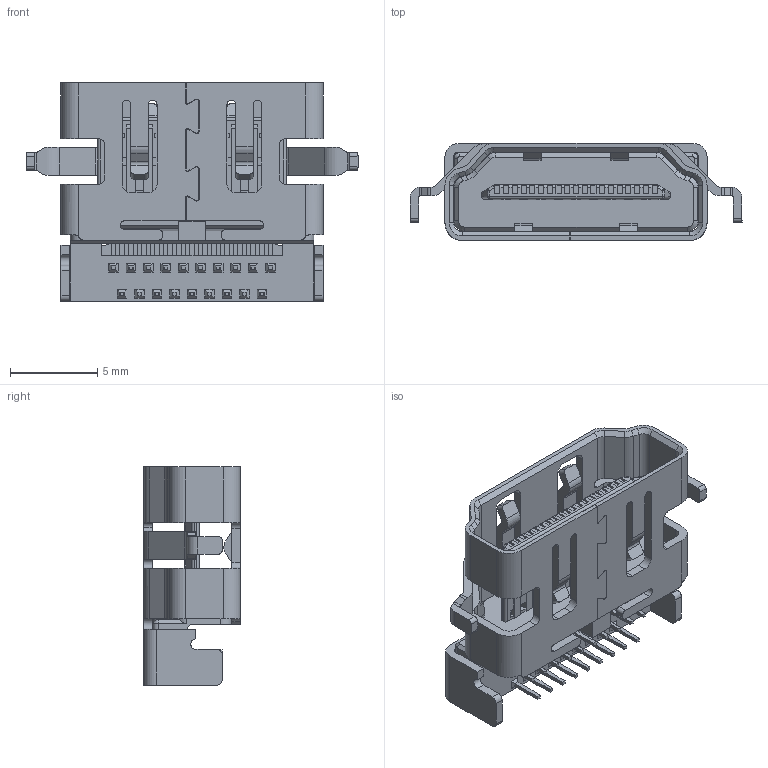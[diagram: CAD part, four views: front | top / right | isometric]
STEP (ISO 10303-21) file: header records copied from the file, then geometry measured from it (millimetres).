
FILE_DESCRIPTION (( 'STEP AP214' ), '1' );
FILE_NAME ('Same_Sky_HD07-19-RVS-MSMT-TR.step', '2025-01-29T16:23:37', ( '' ), ( '' ), 'SwSTEP 2.0', 'SolidWorks 2024', '' );
FILE_SCHEMA (( 'AUTOMOTIVE_DESIGN' ));
Length unit declared in the file: inch
Products named in the file (1): Same_Sky_HD07-19-RVS-MSMT-TR
Bounding box: 19 x 5.55 x 12.5 mm (x, y, z)
Volume: 402.4 mm3; surface area: 1414.5 mm2
Topology: 2 solids, 59 shells, 1706 faces, 4535 edges, 2968 vertices
Faces by surface type: plane 1404, cylinder 274, cone 18, sphere 10
Entity records: 52279 total; most frequent: CARTESIAN_POINT 9530, ORIENTED_EDGE 9062, DIRECTION 8421, EDGE_CURVE 4531, LINE 3863, VECTOR 3863, VERTEX_POINT 2968, AXIS2_PLACEMENT_3D 2279
